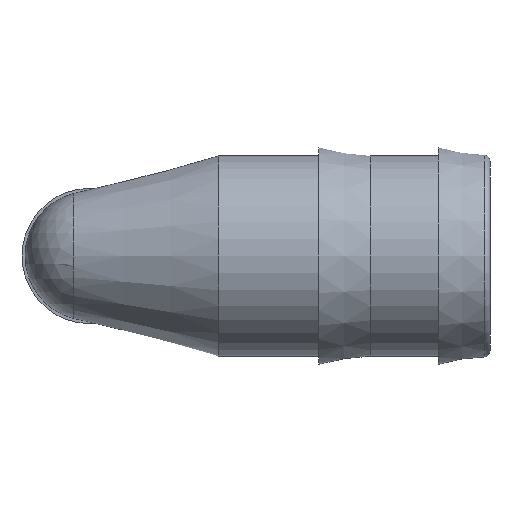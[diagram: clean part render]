
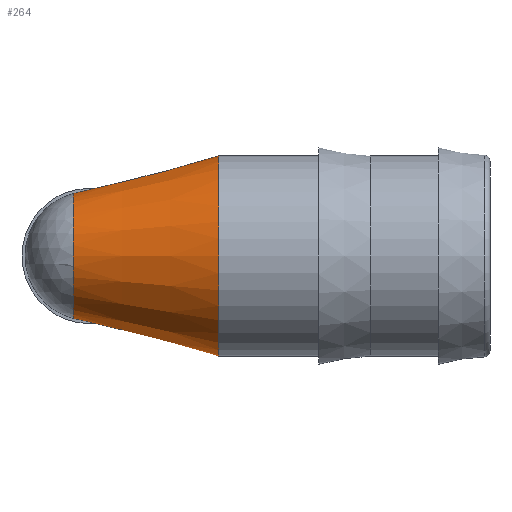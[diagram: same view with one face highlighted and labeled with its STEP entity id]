
A CAD part, left-side view. The second image highlights one B-rep face of the part: STEP entity #264.
In plain terms, the highlighted conical face has half-angle 14.544 degrees and reference radius 20.002 mm.
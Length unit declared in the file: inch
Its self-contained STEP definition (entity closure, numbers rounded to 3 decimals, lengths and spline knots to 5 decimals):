
#28=ELLIPSE($,#311,0.89863,0.625);
#33=CONICAL_SURFACE($,#310,0.78749,14.544);
#54=FACE_BOUND($,#112,.T.);
#75=FACE_OUTER_BOUND($,#111,.T.);
#111=EDGE_LOOP($,(#230,#231));
#112=EDGE_LOOP($,(#232));
#135=CIRCLE($,#297,0.60497);
#141=CIRCLE($,#309,0.97);
#158=VERTEX_POINT($,#456);
#159=VERTEX_POINT($,#457);
#164=VERTEX_POINT($,#474);
#182=EDGE_CURVE($,#158,#159,#135,.T.);
#188=EDGE_CURVE($,#164,#164,#141,.T.);
#189=EDGE_CURVE($,#159,#158,#28,.T.);
#230=ORIENTED_EDGE($,*,*,#189,.F.);
#231=ORIENTED_EDGE($,*,*,#182,.F.);
#232=ORIENTED_EDGE($,*,*,#188,.T.);
#264=ADVANCED_FACE($,(#75,#54),#33,.T.);
#297=AXIS2_PLACEMENT_3D($,#458,#371,#372);
#309=AXIS2_PLACEMENT_3D($,#475,#395,#396);
#310=AXIS2_PLACEMENT_3D($,#476,#397,#398);
#311=AXIS2_PLACEMENT_3D($,#477,#399,#400);
#371=DIRECTION('center_axis',(0.,1.,0.));
#372=DIRECTION('ref_axis',(1.,0.,0.));
#395=DIRECTION('center_axis',(0.,1.,0.));
#396=DIRECTION('ref_axis',(1.,0.,0.));
#397=DIRECTION('center_axis',(0.,-1.,0.));
#398=DIRECTION('ref_axis',(-1.,0.,0.));
#399=DIRECTION('center_axis',(0.695,0.719,0.));
#400=DIRECTION('ref_axis',(0.719,-0.695,0.));
#456=CARTESIAN_POINT('',(0.,0.15696,-0.60497));
#457=CARTESIAN_POINT('',(0.,0.15696,0.60497));
#458=CARTESIAN_POINT('Origin',(0.,0.15696,
0.));
#474=CARTESIAN_POINT('',(-0.97,-1.25,0.));
#475=CARTESIAN_POINT('Origin',(0.,-1.25,0.));
#476=CARTESIAN_POINT('Origin',(0.,-0.54652,
0.));
#477=CARTESIAN_POINT('Origin',(0.16215,0.,
0.));
